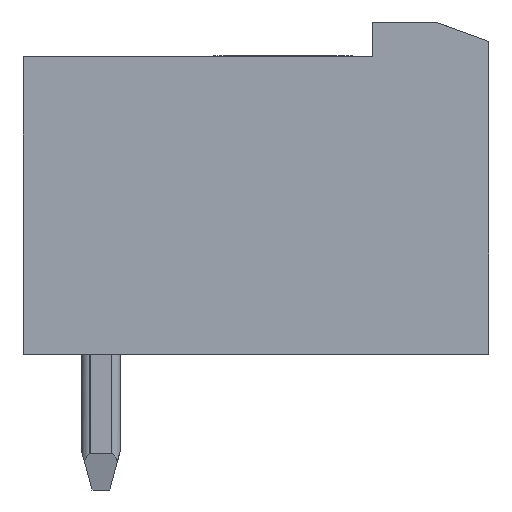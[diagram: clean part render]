
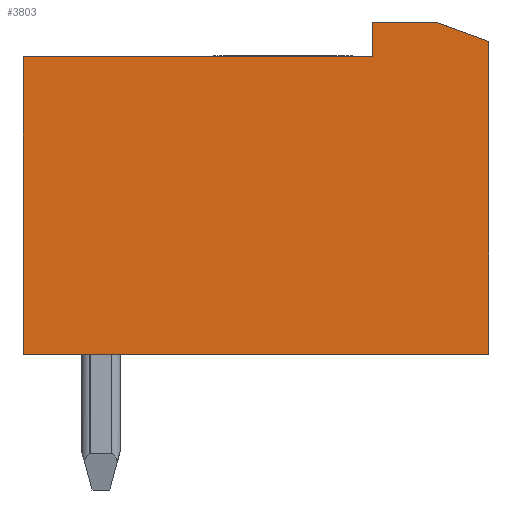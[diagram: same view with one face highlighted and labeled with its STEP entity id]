
A CAD part, left-side view. The second image highlights one B-rep face of the part: STEP entity #3803.
In plain terms, the highlighted planar face has unit normal (-1, 0, 0).
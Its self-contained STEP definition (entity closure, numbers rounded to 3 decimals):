
#3803=ADVANCED_FACE('',(#7183),#7184,.F.);
#7183=FACE_OUTER_BOUND('',#24828,.T.);
#7184=PLANE('',#24829);
#24828=EDGE_LOOP('',(#30116,#30117,#30118,#30119,#30120,#30121,#30122));
#24829=AXIS2_PLACEMENT_3D('',#30123,#30124,#30125);
#30116=ORIENTED_EDGE('',*,*,#34005,.T.);
#30117=ORIENTED_EDGE('',*,*,#33874,.T.);
#30118=ORIENTED_EDGE('',*,*,#33863,.T.);
#30119=ORIENTED_EDGE('',*,*,#33835,.T.);
#30120=ORIENTED_EDGE('',*,*,#33992,.F.);
#30121=ORIENTED_EDGE('',*,*,#34003,.F.);
#30122=ORIENTED_EDGE('',*,*,#33858,.F.);
#30123=CARTESIAN_POINT('',(0.,9.299,0.436));
#30124=DIRECTION('',(1.0,0.,0.));
#30125=DIRECTION('',(0.,0.,1.0));
#33835=EDGE_CURVE('',#36256,#36258,#36260,.T.);
#33858=EDGE_CURVE('',#36293,#36295,#36296,.F.);
#33863=EDGE_CURVE('',#36301,#36256,#36303,.T.);
#33874=EDGE_CURVE('',#36320,#36301,#36321,.T.);
#33992=EDGE_CURVE('',#36491,#36258,#36493,.F.);
#34003=EDGE_CURVE('',#36295,#36491,#36508,.F.);
#34005=EDGE_CURVE('',#36293,#36320,#36510,.F.);
#36256=VERTEX_POINT('',#39788);
#36258=VERTEX_POINT('',#39791);
#36260=LINE('',#39794,#39795);
#36293=VERTEX_POINT('',#39843);
#36295=VERTEX_POINT('',#39846);
#36296=LINE('',#39847,#39848);
#36301=VERTEX_POINT('',#39855);
#36303=LINE('',#39858,#39859);
#36320=VERTEX_POINT('',#39884);
#36321=LINE('',#39885,#39886);
#36491=VERTEX_POINT('',#40130);
#36493=LINE('',#40133,#40134);
#36508=LINE('',#40155,#40156);
#36510=LINE('',#40158,#40159);
#39788=CARTESIAN_POINT('',(0.,3.0,8.57));
#39791=CARTESIAN_POINT('',(0.,3.0,7.67));
#39794=CARTESIAN_POINT('',(0.,3.0,4.503));
#39795=VECTOR('',#43196,1.0);
#39843=CARTESIAN_POINT('',(0.,0.,0.));
#39846=CARTESIAN_POINT('',(0.,12.0,0.));
#39847=CARTESIAN_POINT('',(0.,8.4,0.));
#39848=VECTOR('',#43219,1.0);
#39855=CARTESIAN_POINT('',(0.,1.374,8.57));
#39858=CARTESIAN_POINT('',(0.,6.15,8.57));
#39859=VECTOR('',#43223,1.0);
#39884=CARTESIAN_POINT('',(0.,0.,8.07));
#39885=CARTESIAN_POINT('',(0.,2.879,9.118));
#39886=VECTOR('',#43232,1.0);
#40130=CARTESIAN_POINT('',(0.,12.0,7.67));
#40133=CARTESIAN_POINT('',(0.,8.9,7.67));
#40134=VECTOR('',#43351,1.0);
#40155=CARTESIAN_POINT('',(0.,12.0,4.053));
#40156=VECTOR('',#43358,1.0);
#40158=CARTESIAN_POINT('',(0.,0.0,0.441));
#40159=VECTOR('',#43359,1.0);
#43196=DIRECTION('',(0.,0.,-1.0));
#43219=DIRECTION('',(0.,-1.0,0.0));
#43223=DIRECTION('',(0.,1.0,0.0));
#43232=DIRECTION('',(0.,0.94,0.342));
#43351=DIRECTION('',(0.,1.0,0.0));
#43358=DIRECTION('',(0.,0.,-1.0));
#43359=DIRECTION('',(0.,0.,-1.0));
